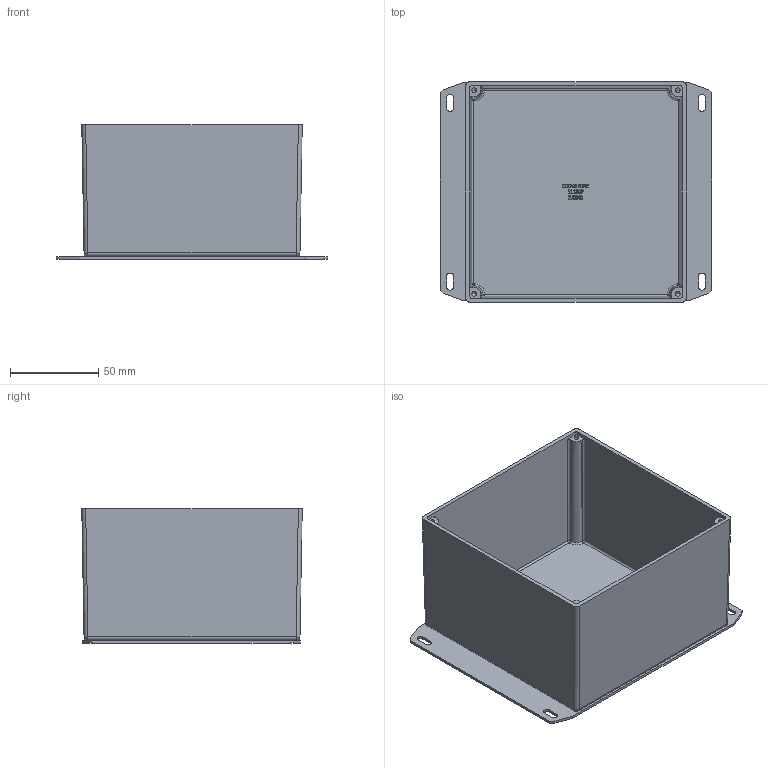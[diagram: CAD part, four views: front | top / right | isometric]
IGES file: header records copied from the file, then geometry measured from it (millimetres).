
Global section: file name: No Iges File Name specified; native system: Autodesk Inventor 2009; preprocessor: AutoDesk Inventor Iges Exporter R2009; author: trinas; date: 20090304.085214; units: millimetre
Bounding box: 154.18 x 125 x 76.5 mm (x, y, z)
Volume: 153212.9 mm3; surface area: 111032.2 mm2
Topology: 1 solids, 1 shells, 417 faces, 1115 edges, 714 vertices
Faces by surface type: plane 224, bspline 145, revolution 32, cylinder 8, cone 4, sphere 4
